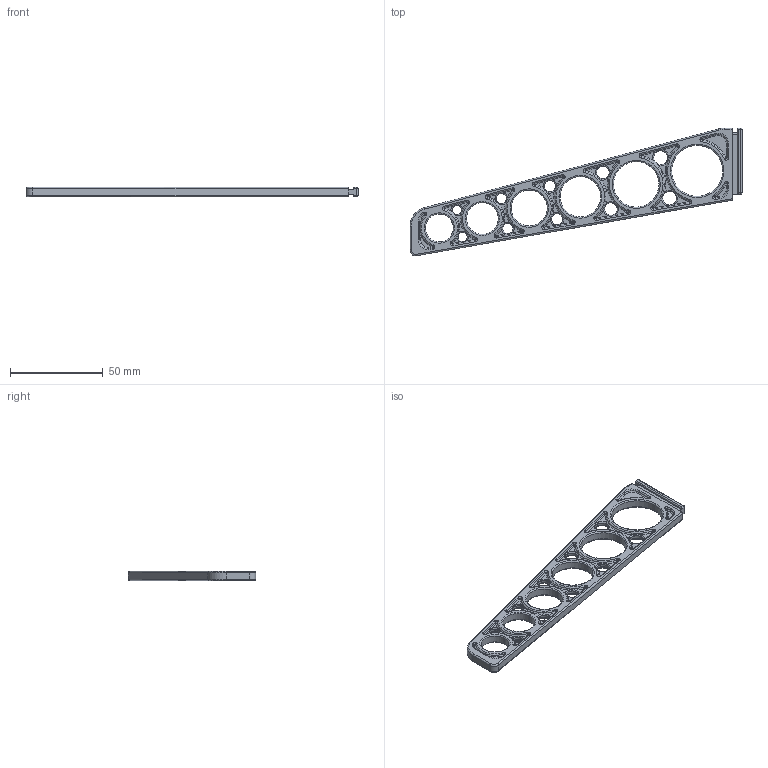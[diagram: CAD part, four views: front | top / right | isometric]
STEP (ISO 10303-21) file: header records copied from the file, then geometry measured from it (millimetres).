
FILE_DESCRIPTION (( 'STEP AP203' ), '1' );
FILE_NAME ('StandLeg.STEP', '2023-08-08T23:18:14', ( '' ), ( '' ), 'SwSTEP 2.0', 'SolidWorks 2023', '' );
FILE_SCHEMA (( 'CONFIG_CONTROL_DESIGN' ));
Length unit declared in the file: inch
Products named in the file (1): StandLeg
Bounding box: 179.07 x 68.84 x 5.08 mm (x, y, z)
Volume: 14518.8 mm3; surface area: 11780.5 mm2
Topology: 1 solids, 1 shells, 600 faces, 1469 edges, 836 vertices
Faces by surface type: torus 267, cylinder 119, sphere 80, plane 74, bspline 60
Entity records: 20321 total; most frequent: CARTESIAN_POINT 6218, DIRECTION 3386, ORIENTED_EDGE 2818, AXIS2_PLACEMENT_3D 1588, EDGE_CURVE 1409, CIRCLE 1047, VERTEX_POINT 808, EDGE_LOOP 629
